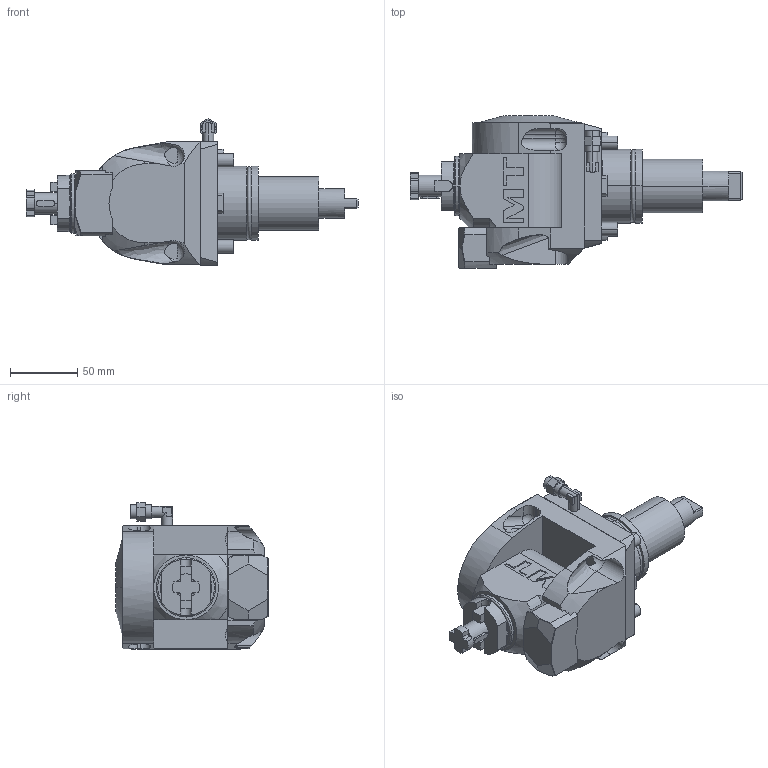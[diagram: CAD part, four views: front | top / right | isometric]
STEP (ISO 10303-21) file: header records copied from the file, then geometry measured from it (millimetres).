
FILE_DESCRIPTION((''),'2;1');
FILE_NAME('DWO1840516_CONF','2024-12-12T11:13:56',('smalpassi'),('M.T. srl'),'CREO PARAMETRIC BY PTC INC, 2023352','CREO PARAMETRIC BY PTC INC, 2023352','');
FILE_SCHEMA(('CONFIG_CONTROL_DESIGN'));
Length unit declared in the file: millimetre
Products named in the file (1): DWO1840516_CONF
Bounding box: 246 x 113.2 x 108.87 mm (x, y, z)
Volume: 844616.7 mm3; surface area: 88317.5 mm2
Topology: 1 solids, 1 shells, 375 faces, 988 edges, 637 vertices
Faces by surface type: plane 210, cylinder 109, cone 20, sphere 12, bspline 10, torus 10, extrusion 4
Entity records: 13557 total; most frequent: CARTESIAN_POINT 4311, ORIENTED_EDGE 1968, DIRECTION 1849, EDGE_CURVE 984, AXIS2_PLACEMENT_3D 639, VERTEX_POINT 637, VECTOR 571, LINE 567
